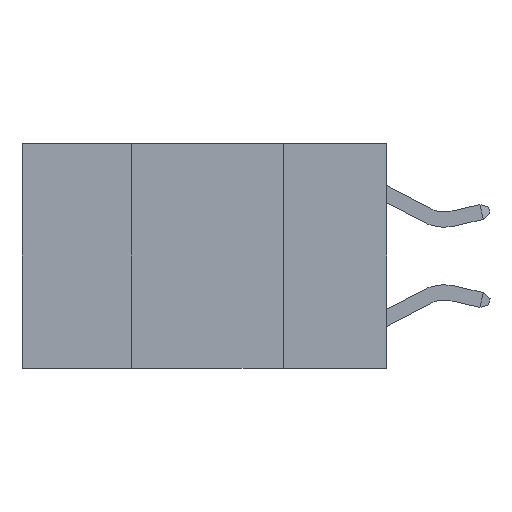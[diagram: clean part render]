
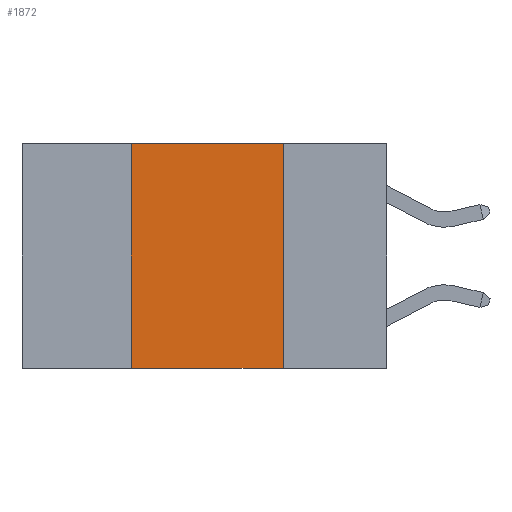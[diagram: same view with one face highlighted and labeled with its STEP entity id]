
A CAD part, left-side view. The second image highlights one B-rep face of the part: STEP entity #1872.
In plain terms, the highlighted planar face has unit normal (-1, 0, 0).
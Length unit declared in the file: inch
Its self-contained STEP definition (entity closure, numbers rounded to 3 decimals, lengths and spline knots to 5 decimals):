
#412 = EDGE_CURVE ( 'NONE', #18372, #24202, #15190, .T. ) ;
#840 = VERTEX_POINT ( 'NONE', #20887 ) ;
#1872 = ADVANCED_FACE ( 'NONE', ( #18559 ), #12328, .F. ) ;
#2331 = DIRECTION ( 'NONE',  ( 1., 0., 0. ) ) ;
#2625 = VECTOR ( 'NONE', #17250, 39.37008 ) ;
#4584 = EDGE_CURVE ( 'NONE', #23242, #18372, #19042, .T. ) ;
#5823 = ORIENTED_EDGE ( 'NONE', *, *, #11495, .F. ) ;
#7384 = DIRECTION ( 'NONE',  ( 0., 0., -1. ) ) ;
#8343 = VECTOR ( 'NONE', #20454, 39.37008 ) ;
#8571 = LINE ( 'NONE', #15245, #2625 ) ;
#9213 = VECTOR ( 'NONE', #7384, 39.37008 ) ;
#9414 = LINE ( 'NONE', #25471, #13501 ) ;
#10303 = CARTESIAN_POINT ( 'NONE',  ( 0., 0.6, 0. ) ) ;
#10452 = CARTESIAN_POINT ( 'NONE',  ( 0., 0.6, 0. ) ) ;
#10679 = EDGE_LOOP ( 'NONE', ( #18891, #21906, #5823, #12380 ) ) ;
#11495 = EDGE_CURVE ( 'NONE', #840, #23242, #9414, .T. ) ;
#11703 = CARTESIAN_POINT ( 'NONE',  ( 0., 0.17, 0. ) ) ;
#11967 = CARTESIAN_POINT ( 'NONE',  ( 0., 0.17, -0.37 ) ) ;
#12328 = PLANE ( 'NONE',  #21081 ) ;
#12380 = ORIENTED_EDGE ( 'NONE', *, *, #19555, .T. ) ;
#13501 = VECTOR ( 'NONE', #17556, 39.37008 ) ;
#13521 = CARTESIAN_POINT ( 'NONE',  ( 0., 0.17, 0. ) ) ;
#15190 = LINE ( 'NONE', #13521, #9213 ) ;
#15245 = CARTESIAN_POINT ( 'NONE',  ( 0., 0.6, -0.37 ) ) ;
#16339 = DIRECTION ( 'NONE',  ( 0., 0., -1. ) ) ;
#17250 = DIRECTION ( 'NONE',  ( 0., -1., 0. ) ) ;
#17556 = DIRECTION ( 'NONE',  ( 0., 0., 1. ) ) ;
#18372 = VERTEX_POINT ( 'NONE', #11703 ) ;
#18559 = FACE_OUTER_BOUND ( 'NONE', #10679, .T. ) ;
#18891 = ORIENTED_EDGE ( 'NONE', *, *, #412, .F. ) ;
#19042 = LINE ( 'NONE', #10452, #8343 ) ;
#19555 = EDGE_CURVE ( 'NONE', #840, #24202, #8571, .T. ) ;
#20454 = DIRECTION ( 'NONE',  ( 0., -1., 0. ) ) ;
#20887 = CARTESIAN_POINT ( 'NONE',  ( 0., 0.42, -0.37 ) ) ;
#21081 = AXIS2_PLACEMENT_3D ( 'NONE', #10303, #2331, #16339 ) ;
#21906 = ORIENTED_EDGE ( 'NONE', *, *, #4584, .F. ) ;
#23242 = VERTEX_POINT ( 'NONE', #25393 ) ;
#24202 = VERTEX_POINT ( 'NONE', #11967 ) ;
#25393 = CARTESIAN_POINT ( 'NONE',  ( 0., 0.42, 0. ) ) ;
#25471 = CARTESIAN_POINT ( 'NONE',  ( 0., 0.42, 0. ) ) ;
